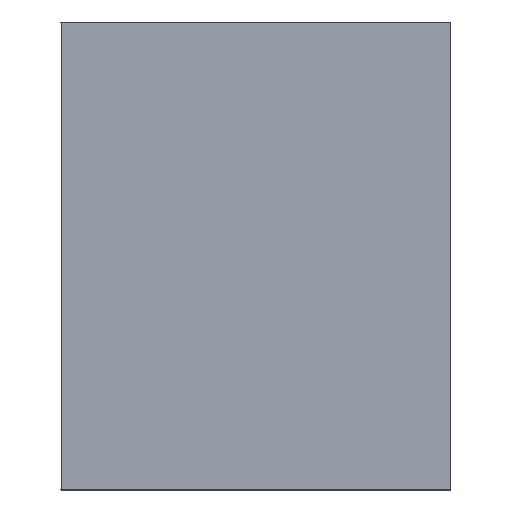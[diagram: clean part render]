
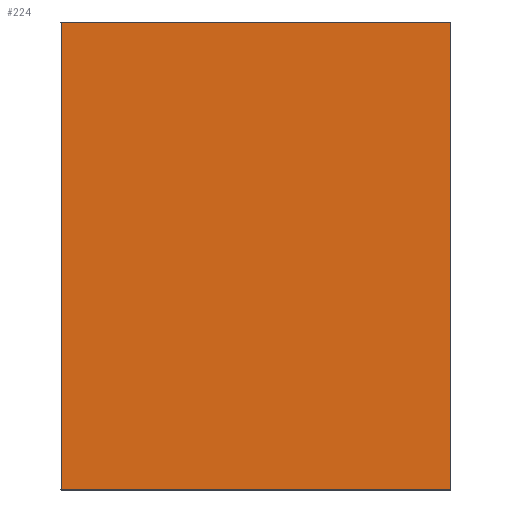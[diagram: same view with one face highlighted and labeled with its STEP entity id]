
A CAD part, left-side view. The second image highlights one B-rep face of the part: STEP entity #224.
In plain terms, the highlighted planar face has unit normal (-1, 0, 0).
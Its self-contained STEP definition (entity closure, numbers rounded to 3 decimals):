
#53 = CARTESIAN_POINT ( 'NONE',  ( -4.5, 0., 3. ) ) ;
#66 = CARTESIAN_POINT ( 'NONE',  ( -4.5, 5., -3. ) ) ;
#67 = CARTESIAN_POINT ( 'NONE',  ( -4.5, 0., -3. ) ) ;
#70 = CARTESIAN_POINT ( 'NONE',  ( -4.5, 5., 3. ) ) ;
#165 = DIRECTION ( 'NONE',  ( 0., 0., -1. ) ) ;
#166 = DIRECTION ( 'NONE',  ( 1., 0., 0. ) ) ;
#172 = PLANE ( 'NONE',  #309 ) ;
#179 = CARTESIAN_POINT ( 'NONE',  ( -4.5, 5., -3. ) ) ;
#195 = DIRECTION ( 'NONE',  ( 0., -1., 0. ) ) ;
#198 = DIRECTION ( 'NONE',  ( 0., -1., 0. ) ) ;
#201 = DIRECTION ( 'NONE',  ( 0., 0., 1. ) ) ;
#202 = CARTESIAN_POINT ( 'NONE',  ( -4.5, 5., -3. ) ) ;
#203 = CARTESIAN_POINT ( 'NONE',  ( -4.5, 0., -3. ) ) ;
#209 = CARTESIAN_POINT ( 'NONE',  ( -4.5, 5., 3. ) ) ;
#210 = CARTESIAN_POINT ( 'NONE',  ( -4.5, 5., -3. ) ) ;
#215 = DIRECTION ( 'NONE',  ( 0., 0., 1. ) ) ;
#224 = ADVANCED_FACE ( 'NONE', ( #468 ), #172, .F. ) ;
#267 = EDGE_CURVE ( 'NONE', #483, #479, #429, .T. ) ;
#269 = EDGE_CURVE ( 'NONE', #482, #589, #428, .T. ) ;
#273 = EDGE_CURVE ( 'NONE', #479, #589, #426, .T. ) ;
#275 = EDGE_CURVE ( 'NONE', #483, #482, #424, .T. ) ;
#309 = AXIS2_PLACEMENT_3D ( 'NONE', #179, #166, #165 ) ;
#419 = VECTOR ( 'NONE', #195, 1000. ) ;
#421 = VECTOR ( 'NONE', #198, 1000. ) ;
#424 = LINE ( 'NONE', #202, #419 ) ;
#425 = VECTOR ( 'NONE', #201, 1000. ) ;
#426 = LINE ( 'NONE', #209, #421 ) ;
#427 = VECTOR ( 'NONE', #215, 1000. ) ;
#428 = LINE ( 'NONE', #203, #425 ) ;
#429 = LINE ( 'NONE', #210, #427 ) ;
#468 = FACE_OUTER_BOUND ( 'NONE', #560, .T. ) ;
#479 = VERTEX_POINT ( 'NONE', #70 ) ;
#482 = VERTEX_POINT ( 'NONE', #67 ) ;
#483 = VERTEX_POINT ( 'NONE', #66 ) ;
#490 = ORIENTED_EDGE ( 'NONE', *, *, #269, .T. ) ;
#491 = ORIENTED_EDGE ( 'NONE', *, *, #273, .F. ) ;
#492 = ORIENTED_EDGE ( 'NONE', *, *, #267, .F. ) ;
#493 = ORIENTED_EDGE ( 'NONE', *, *, #275, .T. ) ;
#560 = EDGE_LOOP ( 'NONE', ( #490, #491, #492, #493 ) ) ;
#589 = VERTEX_POINT ( 'NONE', #53 ) ;
